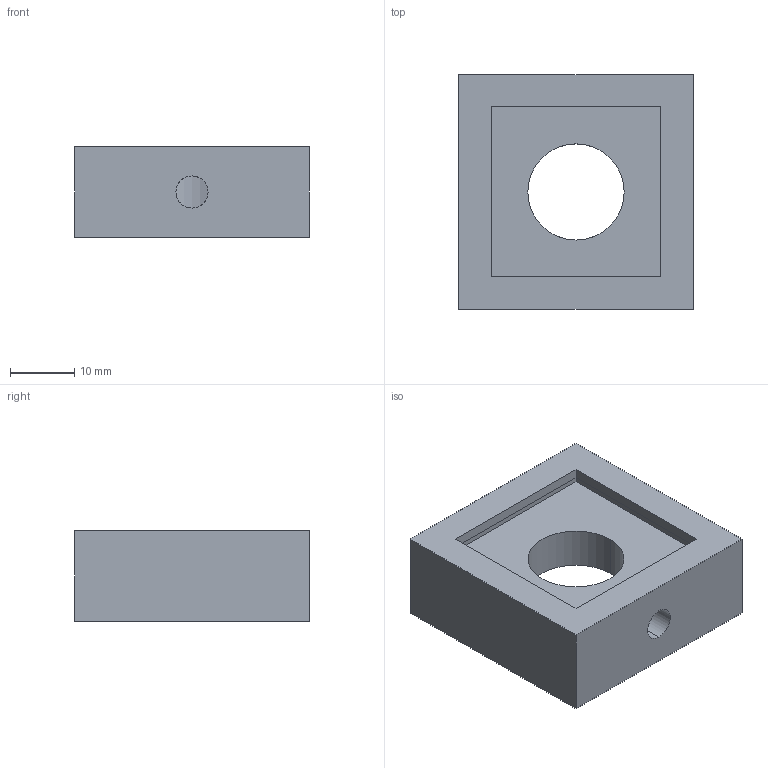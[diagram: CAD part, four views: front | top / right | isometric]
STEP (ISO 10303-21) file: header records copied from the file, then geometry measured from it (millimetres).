
FILE_DESCRIPTION (( 'STEP AP214' ), '1' );
FILE_NAME ('Norgren-4214-51.STEP', '2020-04-09T20:09:09', ( '' ), ( '' ), 'SwSTEP 2.0', 'SolidWorks 2019', '' );
FILE_SCHEMA (( 'AUTOMOTIVE_DESIGN' ));
Length unit declared in the file: millimetre
Products named in the file (2): 4214-51; Norgren-4214-51
Assembly tree (1 placements, depth 2):
  Norgren-4214-51
    4214-51
Bounding box: 36.6 x 36.6 x 14.1 mm (x, y, z)
Volume: 11580 mm3; surface area: 6208.9 mm2
Topology: 1 solids, 1 shells, 36 faces, 80 edges, 48 vertices
Faces by surface type: plane 32, cylinder 4
Entity records: 1488 total; most frequent: CARTESIAN_POINT 228, DIRECTION 164, ORIENTED_EDGE 160, EDGE_CURVE 80, LINE 72, VECTOR 72, VERTEX_POINT 48, AXIS2_PLACEMENT_3D 46
